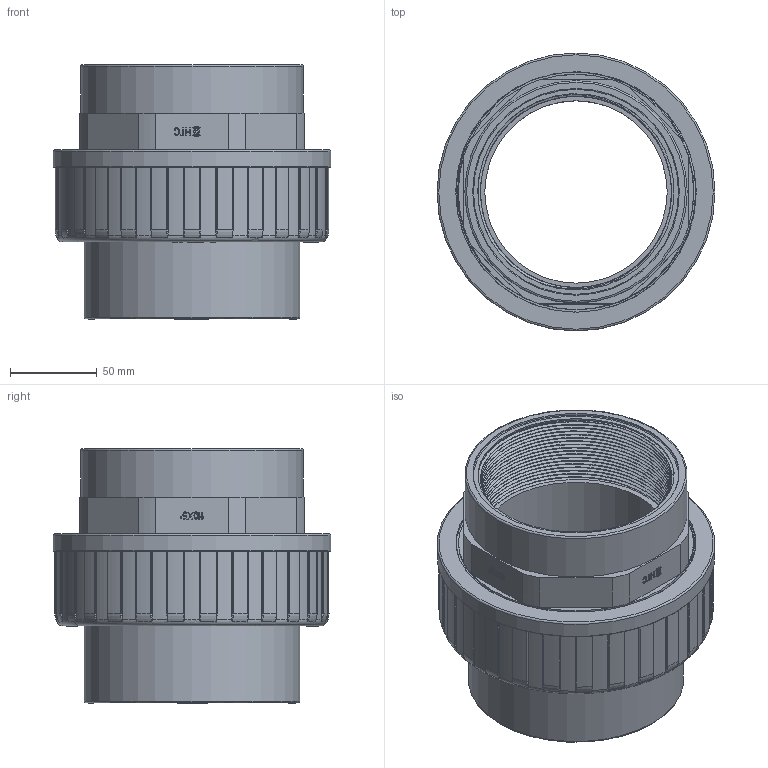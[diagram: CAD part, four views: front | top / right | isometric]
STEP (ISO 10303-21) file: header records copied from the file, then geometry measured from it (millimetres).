
FILE_DESCRIPTION(/* description */ (''),/* implementation_level */ '2;1');
FILE_NAME(/* name */ '110X4 V型活接（主体内螺）.stp',/* time_stamp */ '2025-12-25T16:43:09+08:00',/* author */ (''),/* organization */ (''),/* preprocessor_version */ 'ST-DEVELOPER v16.7',/* originating_system */ 'SIEMENS PLM Software NX 12.0',/* authorisation */ '');
FILE_SCHEMA (('AUTOMOTIVE_DESIGN { 1 0 10303 214 3 1 1 1 }'));
Length unit declared in the file: millimetre
Products named in the file (1): Admi173CE189su0s
Bounding box: 160 x 160 x 146.55 mm (x, y, z)
Volume: 822877.4 mm3; surface area: 231781.8 mm2
Topology: 3 solids, 3 shells, 2069 faces, 5851 edges, 3879 vertices
Faces by surface type: plane 1716, cylinder 195, extrusion 64, bspline 58, torus 35, cone 1
Full cylindrical faces by diameter (mm): 1.56 x1, 1.8 x1, 2.34 x1, 3.2 x1, 3.32 x1, 4.98 x1, 105 x2, 113.03 x18, 113.6 x1, 119 x1, 124 x1, 125 x1, 128 x1, 128.1 x1, 130 x1, 134 x1, 135 x1, 135.472 x13, 138.43 x17, 160 x1
Entity records: 86564 total; most frequent: CARTESIAN_POINT 40839, ORIENTED_EDGE 11330, DIRECTION 6566, EDGE_CURVE 5665, VERTEX_POINT 3773, B_SPLINE_CURVE_WITH_KNOTS 3382, AXIS2_PLACEMENT_3D 2254, EDGE_LOOP 2152
